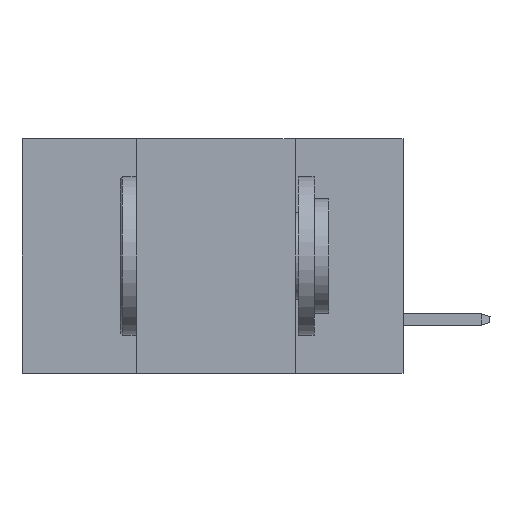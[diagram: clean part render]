
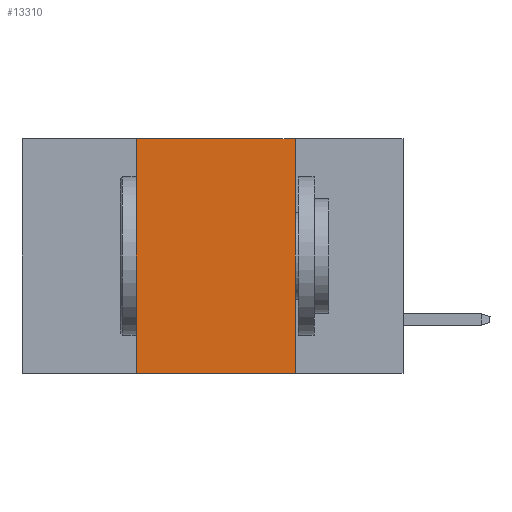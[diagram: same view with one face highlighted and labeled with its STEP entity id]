
A CAD part, left-side view. The second image highlights one B-rep face of the part: STEP entity #13310.
In plain terms, the highlighted planar face has unit normal (-1, 0, 0).
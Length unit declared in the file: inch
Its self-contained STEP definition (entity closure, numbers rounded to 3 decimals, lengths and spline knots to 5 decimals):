
#2640 = VERTEX_POINT ( 'NONE', #10051 ) ;
#3038 = DIRECTION ( 'NONE',  ( 0., 0., -1. ) ) ;
#3565 = EDGE_CURVE ( 'NONE', #2640, #7100, #5624, .T. ) ;
#3707 = VECTOR ( 'NONE', #21375, 39.37008 ) ;
#4646 = AXIS2_PLACEMENT_3D ( 'NONE', #23698, #28620, #3038 ) ;
#5624 = LINE ( 'NONE', #17362, #15319 ) ;
#6393 = ORIENTED_EDGE ( 'NONE', *, *, #23356, .F. ) ;
#6727 = ORIENTED_EDGE ( 'NONE', *, *, #26979, .T. ) ;
#7100 = VERTEX_POINT ( 'NONE', #24086 ) ;
#8531 = EDGE_CURVE ( 'NONE', #15546, #10735, #14454, .T. ) ;
#10051 = CARTESIAN_POINT ( 'NONE',  ( 0., 0.17, 0. ) ) ;
#10735 = VERTEX_POINT ( 'NONE', #25149 ) ;
#12308 = CARTESIAN_POINT ( 'NONE',  ( 0., 0.6, 0. ) ) ;
#13310 = ADVANCED_FACE ( 'NONE', ( #25792 ), #23842, .F. ) ;
#13765 = ORIENTED_EDGE ( 'NONE', *, *, #8531, .F. ) ;
#14454 = LINE ( 'NONE', #17148, #19157 ) ;
#14891 = DIRECTION ( 'NONE',  ( 0., 0., 1. ) ) ;
#15319 = VECTOR ( 'NONE', #23761, 39.37008 ) ;
#15546 = VERTEX_POINT ( 'NONE', #26865 ) ;
#16861 = CARTESIAN_POINT ( 'NONE',  ( 0., 0.6, -0.37 ) ) ;
#17148 = CARTESIAN_POINT ( 'NONE',  ( 0., 0.42, 0. ) ) ;
#17362 = CARTESIAN_POINT ( 'NONE',  ( 0., 0.17, 0. ) ) ;
#19095 = DIRECTION ( 'NONE',  ( 0., -1., 0. ) ) ;
#19157 = VECTOR ( 'NONE', #14891, 39.37008 ) ;
#19996 = VECTOR ( 'NONE', #19095, 39.37008 ) ;
#21028 = LINE ( 'NONE', #16861, #19996 ) ;
#21375 = DIRECTION ( 'NONE',  ( 0., -1., 0. ) ) ;
#21395 = ORIENTED_EDGE ( 'NONE', *, *, #3565, .F. ) ;
#23356 = EDGE_CURVE ( 'NONE', #10735, #2640, #23615, .T. ) ;
#23615 = LINE ( 'NONE', #12308, #3707 ) ;
#23698 = CARTESIAN_POINT ( 'NONE',  ( 0., 0.6, 0. ) ) ;
#23761 = DIRECTION ( 'NONE',  ( 0., 0., -1. ) ) ;
#23842 = PLANE ( 'NONE',  #4646 ) ;
#23991 = EDGE_LOOP ( 'NONE', ( #21395, #6393, #13765, #6727 ) ) ;
#24086 = CARTESIAN_POINT ( 'NONE',  ( 0., 0.17, -0.37 ) ) ;
#25149 = CARTESIAN_POINT ( 'NONE',  ( 0., 0.42, 0. ) ) ;
#25792 = FACE_OUTER_BOUND ( 'NONE', #23991, .T. ) ;
#26865 = CARTESIAN_POINT ( 'NONE',  ( 0., 0.42, -0.37 ) ) ;
#26979 = EDGE_CURVE ( 'NONE', #15546, #7100, #21028, .T. ) ;
#28620 = DIRECTION ( 'NONE',  ( 1., 0., 0. ) ) ;
